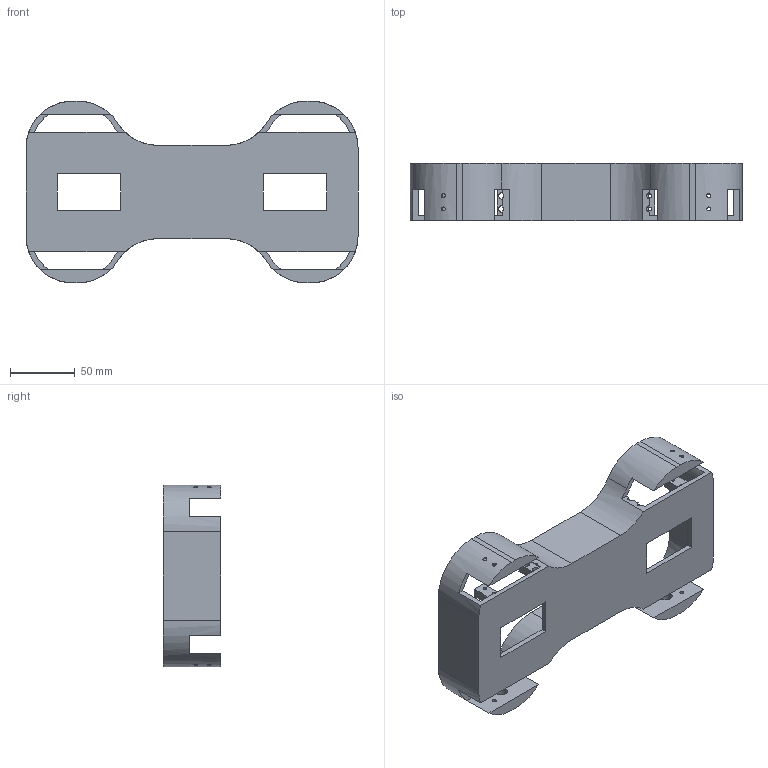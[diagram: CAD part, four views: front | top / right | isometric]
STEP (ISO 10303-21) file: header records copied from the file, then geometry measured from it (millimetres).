
FILE_DESCRIPTION (( 'STEP AP203' ), '1' );
FILE_NAME ('Base2.0.STEP', '2020-02-19T16:14:41', ( '' ), ( '' ), 'SwSTEP 2.0', 'SolidWorks 2019', '' );
FILE_SCHEMA (( 'CONFIG_CONTROL_DESIGN' ));
Length unit declared in the file: millimetre
Products named in the file (1): Base2.0
Bounding box: 256 x 44 x 140 mm (x, y, z)
Volume: 230843.1 mm3; surface area: 112067.2 mm2
Topology: 1 solids, 1 shells, 189 faces, 552 edges, 368 vertices
Faces by surface type: cylinder 96, plane 93
Entity records: 7091 total; most frequent: CARTESIAN_POINT 1742, ORIENTED_EDGE 1104, DIRECTION 1104, EDGE_CURVE 552, AXIS2_PLACEMENT_3D 390, VERTEX_POINT 368, VECTOR 324, LINE 324
